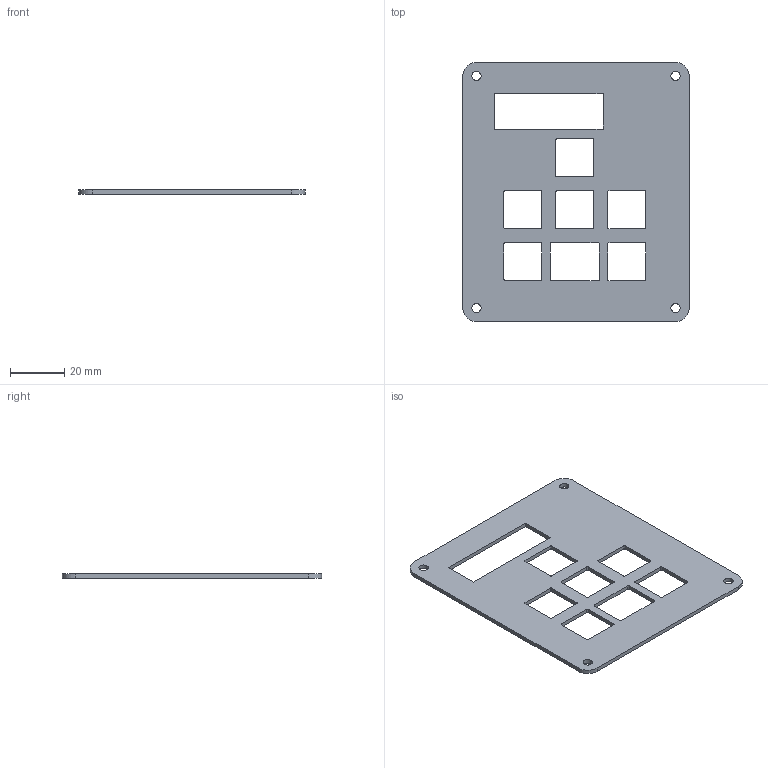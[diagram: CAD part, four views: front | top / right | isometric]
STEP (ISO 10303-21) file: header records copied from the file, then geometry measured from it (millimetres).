
FILE_DESCRIPTION(/* description */ ('STEP AP242','CAx-IF Rec.Pracs.---Representation and Presentation of Product Manufacturing Information (PMI)---4.0---2014-10-13','CAx-IF Rec.Pracs.---3D Tessellated Geometry---0.4---2014-09-14','2;1'),/* implementation_level */ '2;1');
FILE_NAME(/* name */ '683cb081b0df2e40943ebe1f',/* time_stamp */ '2025-06-01T19:56:50Z',/* author */ (''),/* organization */ (''),/* preprocessor_version */ 'ST-DEVELOPER v20',/* originating_system */ 'ONSHAPE BY PTC INC, 1.198',/* authorisation */ ' ');
FILE_SCHEMA (('AP242_MANAGED_MODEL_BASED_3D_ENGINEERING_MIM_LF { 1 0 10303 442 1 1 4 }'));
Length unit declared in the file: metre
Products named in the file (2): Assembly 1; Top Case
Assembly tree (1 placements, depth 2):
  Assembly 1
    Top Case
Bounding box: 83.1 x 95.2 x 1.5 mm (x, y, z)
Volume: 8852.1 mm3; surface area: 13186.6 mm2
Topology: 1 solids, 1 shells, 375 faces, 1041 edges, 694 vertices
Faces by surface type: plane 171, bspline 126, cylinder 78
Full cylindrical faces by diameter (mm): 3.4 x4
Entity records: 12488 total; most frequent: CARTESIAN_POINT 3518, ORIENTED_EDGE 2074, DIRECTION 1443, EDGE_CURVE 1037, VERTEX_POINT 694, LINE 629, VECTOR 629, EDGE_LOOP 429
